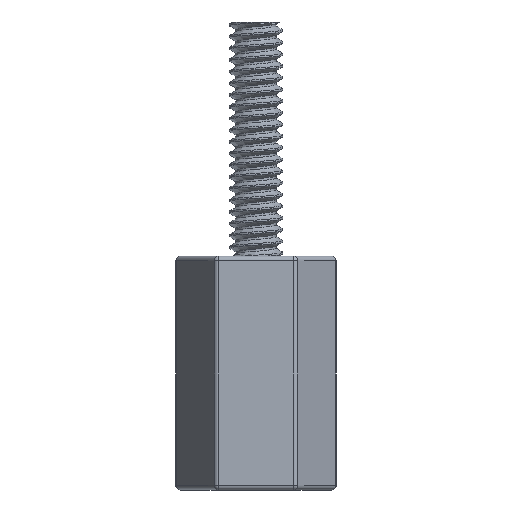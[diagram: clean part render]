
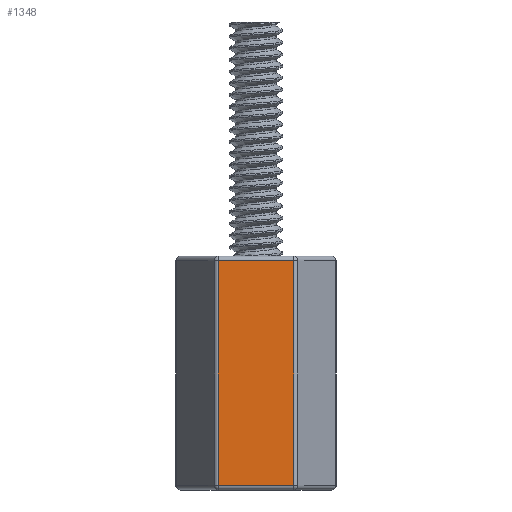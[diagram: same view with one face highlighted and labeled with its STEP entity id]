
A CAD part, front view. The second image highlights one B-rep face of the part: STEP entity #1348.
In plain terms, the highlighted planar face has unit normal (0, -1, 0).
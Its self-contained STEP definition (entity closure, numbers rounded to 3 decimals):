
#19=PLANE('',#1455);
#84=FACE_OUTER_BOUND('',#169,.T.);
#169=EDGE_LOOP('',(#1000,#1001,#1002,#1003));
#383=LINE('',#3318,#460);
#385=LINE('',#3328,#462);
#386=LINE('',#3330,#463);
#387=LINE('',#3331,#464);
#460=VECTOR('',#1665,10.);
#462=VECTOR('',#1677,10.);
#463=VECTOR('',#1678,10.);
#464=VECTOR('',#1679,10.);
#581=VERTEX_POINT('',#3310);
#584=VERTEX_POINT('',#3317);
#587=VERTEX_POINT('',#3327);
#588=VERTEX_POINT('',#3329);
#748=EDGE_CURVE('',#581,#584,#383,.T.);
#753=EDGE_CURVE('',#587,#581,#385,.T.);
#754=EDGE_CURVE('',#588,#587,#386,.T.);
#755=EDGE_CURVE('',#584,#588,#387,.T.);
#1000=ORIENTED_EDGE('',*,*,#748,.F.);
#1001=ORIENTED_EDGE('',*,*,#753,.F.);
#1002=ORIENTED_EDGE('',*,*,#754,.F.);
#1003=ORIENTED_EDGE('',*,*,#755,.F.);
#1348=ADVANCED_FACE('',(#84),#19,.T.);
#1455=AXIS2_PLACEMENT_3D('',#3326,#1675,#1676);
#1665=DIRECTION('',(0.,0.,1.));
#1675=DIRECTION('center_axis',(0.,-1.,0.));
#1676=DIRECTION('ref_axis',(1.,0.,0.));
#1677=DIRECTION('',(-1.,0.,0.));
#1678=DIRECTION('',(0.,0.,-1.));
#1679=DIRECTION('',(1.,0.,0.));
#3310=CARTESIAN_POINT('',(4.192,-1.5,0.1));
#3317=CARTESIAN_POINT('',(4.192,-1.5,4.9));
#3318=CARTESIAN_POINT('',(4.192,-1.5,0.));
#3326=CARTESIAN_POINT('Origin',(4.134,-1.5,0.));
#3327=CARTESIAN_POINT('',(5.808,-1.5,0.1));
#3328=CARTESIAN_POINT('',(4.567,-1.5,0.1));
#3329=CARTESIAN_POINT('',(5.808,-1.5,4.9));
#3330=CARTESIAN_POINT('',(5.808,-1.5,0.));
#3331=CARTESIAN_POINT('',(4.567,-1.5,4.9));
